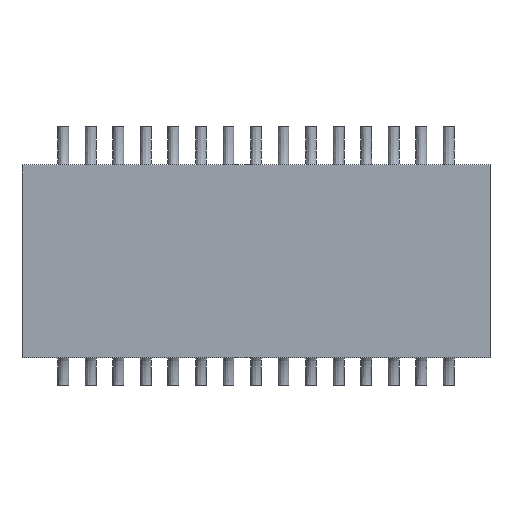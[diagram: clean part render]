
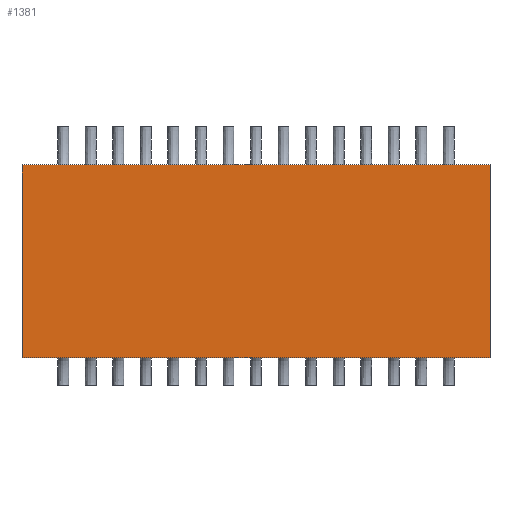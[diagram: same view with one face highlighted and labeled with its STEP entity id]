
A CAD part, top view. The second image highlights one B-rep face of the part: STEP entity #1381.
In plain terms, the highlighted planar face has unit normal (0, 0, 1).
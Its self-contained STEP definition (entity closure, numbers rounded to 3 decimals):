
#590 = EDGE_CURVE ( 'NONE', #4753, #1210, #5501, .T. ) ;
#1015 = CARTESIAN_POINT ( 'NONE',  ( 21.59, 8.89, 0. ) ) ;
#1210 = VERTEX_POINT ( 'NONE', #4372 ) ;
#1316 = CARTESIAN_POINT ( 'NONE',  ( 0., 0., 0. ) ) ;
#1381 = ADVANCED_FACE ( 'NONE', ( #3956 ), #4056, .F. ) ;
#1756 = ORIENTED_EDGE ( 'NONE', *, *, #590, .T. ) ;
#1811 = DIRECTION ( 'NONE',  ( 0., 1., 0. ) ) ;
#2013 = AXIS2_PLACEMENT_3D ( 'NONE', #1316, #3513, #2402 ) ;
#2060 = CARTESIAN_POINT ( 'NONE',  ( -21.59, -8.91, 0. ) ) ;
#2220 = LINE ( 'NONE', #3267, #2606 ) ;
#2302 = DIRECTION ( 'NONE',  ( 0., -1., 0. ) ) ;
#2393 = EDGE_CURVE ( 'NONE', #1210, #4743, #2931, .T. ) ;
#2402 = DIRECTION ( 'NONE',  ( -1., 0., 0. ) ) ;
#2556 = ORIENTED_EDGE ( 'NONE', *, *, #3105, .T. ) ;
#2606 = VECTOR ( 'NONE', #4929, 1000. ) ;
#2732 = ORIENTED_EDGE ( 'NONE', *, *, #2393, .T. ) ;
#2813 = CARTESIAN_POINT ( 'NONE',  ( -21.59, -8.91, 0. ) ) ;
#2931 = LINE ( 'NONE', #5134, #6509 ) ;
#3075 = CARTESIAN_POINT ( 'NONE',  ( -21.59, 8.89, 0. ) ) ;
#3105 = EDGE_CURVE ( 'NONE', #5979, #4753, #4833, .T. ) ;
#3267 = CARTESIAN_POINT ( 'NONE',  ( -21.59, 8.89, 0. ) ) ;
#3299 = DIRECTION ( 'NONE',  ( 1., 0., 0. ) ) ;
#3513 = DIRECTION ( 'NONE',  ( 0., 0., -1. ) ) ;
#3763 = CARTESIAN_POINT ( 'NONE',  ( 21.59, -8.91, 0. ) ) ;
#3813 = ORIENTED_EDGE ( 'NONE', *, *, #3851, .T. ) ;
#3851 = EDGE_CURVE ( 'NONE', #4743, #5979, #2220, .T. ) ;
#3956 = FACE_OUTER_BOUND ( 'NONE', #5215, .T. ) ;
#4056 = PLANE ( 'NONE',  #2013 ) ;
#4372 = CARTESIAN_POINT ( 'NONE',  ( 21.59, -8.91, 0. ) ) ;
#4743 = VERTEX_POINT ( 'NONE', #1015 ) ;
#4753 = VERTEX_POINT ( 'NONE', #2060 ) ;
#4833 = LINE ( 'NONE', #2813, #5467 ) ;
#4929 = DIRECTION ( 'NONE',  ( -1., 0., 0. ) ) ;
#5134 = CARTESIAN_POINT ( 'NONE',  ( 21.59, 8.89, 0. ) ) ;
#5215 = EDGE_LOOP ( 'NONE', ( #3813, #2556, #1756, #2732 ) ) ;
#5467 = VECTOR ( 'NONE', #2302, 1000. ) ;
#5501 = LINE ( 'NONE', #3763, #5863 ) ;
#5863 = VECTOR ( 'NONE', #3299, 1000. ) ;
#5979 = VERTEX_POINT ( 'NONE', #3075 ) ;
#6509 = VECTOR ( 'NONE', #1811, 1000. ) ;
